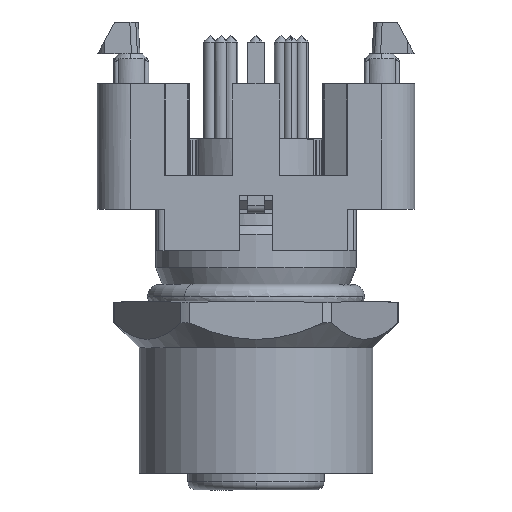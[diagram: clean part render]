
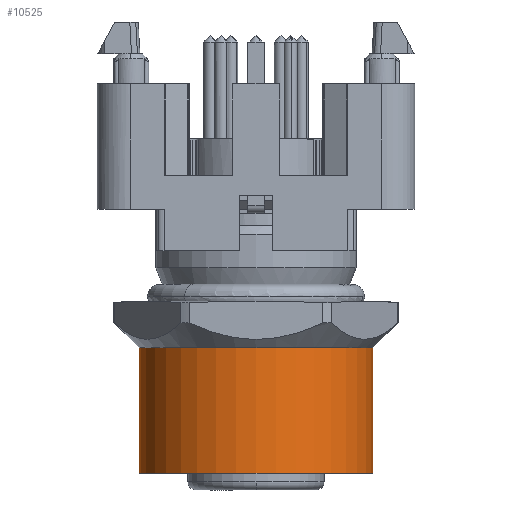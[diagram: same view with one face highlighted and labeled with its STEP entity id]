
A CAD part, front view. The second image highlights one B-rep face of the part: STEP entity #10525.
In plain terms, the highlighted cylindrical face has radius 7 mm (diameter 14 mm), a partial arc.
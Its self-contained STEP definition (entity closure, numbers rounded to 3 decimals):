
#10468=AXIS2_PLACEMENT_3D('Circle Axis2P3D',#10466,#10467,$) ;
#10498=AXIS2_PLACEMENT_3D('Cylinder Axis2P3D',#10495,#10496,#10497) ;
#10516=AXIS2_PLACEMENT_3D('Circle Axis2P3D',#10514,#10515,$) ;
#10461=CARTESIAN_POINT('Vertex',(2.47,8.5,8.5)) ;
#10463=CARTESIAN_POINT('Vertex',(16.47,8.5,8.5)) ;
#10466=CARTESIAN_POINT('Axis2P3D Location',(9.47,8.5,8.5)) ;
#10495=CARTESIAN_POINT('Axis2P3D Location',(9.47,8.5,4.75)) ;
#10500=CARTESIAN_POINT('Line Origine',(16.47,8.5,4.75)) ;
#10504=CARTESIAN_POINT('Vertex',(16.47,8.5,1.)) ;
#10507=CARTESIAN_POINT('Line Origine',(2.47,8.5,4.75)) ;
#10511=CARTESIAN_POINT('Vertex',(2.47,8.5,1.)) ;
#10514=CARTESIAN_POINT('Axis2P3D Location',(9.47,8.5,1.)) ;
#10467=DIRECTION('Axis2P3D Direction',(0.,0.,-1.)) ;
#10496=DIRECTION('Axis2P3D Direction',(0.,0.,-1.)) ;
#10497=DIRECTION('Axis2P3D XDirection',(1.,0.,0.)) ;
#10501=DIRECTION('Vector Direction',(0.,0.,-1.)) ;
#10508=DIRECTION('Vector Direction',(0.,0.,-1.)) ;
#10515=DIRECTION('Axis2P3D Direction',(0.,0.,-1.)) ;
#10502=VECTOR('Line Direction',#10501,1.) ;
#10509=VECTOR('Line Direction',#10508,1.) ;
#10520=ORIENTED_EDGE('',*,*,#10506,.T.) ;
#10521=ORIENTED_EDGE('',*,*,#10470,.T.) ;
#10522=ORIENTED_EDGE('',*,*,#10513,.T.) ;
#10523=ORIENTED_EDGE('',*,*,#10518,.F.) ;
#10525=ADVANCED_FACE('V1',(#10524),#10499,.T.) ;
#10469=CIRCLE('generated circle',#10468,7.) ;
#10517=CIRCLE('generated circle',#10516,7.) ;
#10499=CYLINDRICAL_SURFACE('generated cylinder',#10498,7.) ;
#10470=EDGE_CURVE('',#10464,#10462,#10469,.T.) ;
#10506=EDGE_CURVE('',#10505,#10464,#10503,.F.) ;
#10513=EDGE_CURVE('',#10462,#10512,#10510,.T.) ;
#10518=EDGE_CURVE('',#10505,#10512,#10517,.T.) ;
#10519=EDGE_LOOP('',(#10520,#10521,#10522,#10523)) ;
#10524=FACE_OUTER_BOUND('',#10519,.T.) ;
#10503=LINE('Line',#10500,#10502) ;
#10510=LINE('Line',#10507,#10509) ;
#10462=VERTEX_POINT('',#10461) ;
#10464=VERTEX_POINT('',#10463) ;
#10505=VERTEX_POINT('',#10504) ;
#10512=VERTEX_POINT('',#10511) ;
